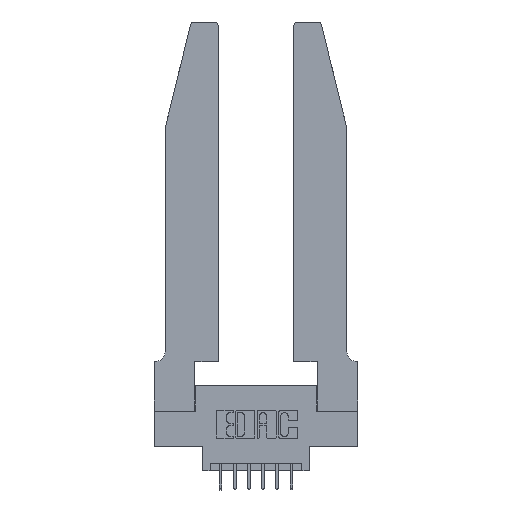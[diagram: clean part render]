
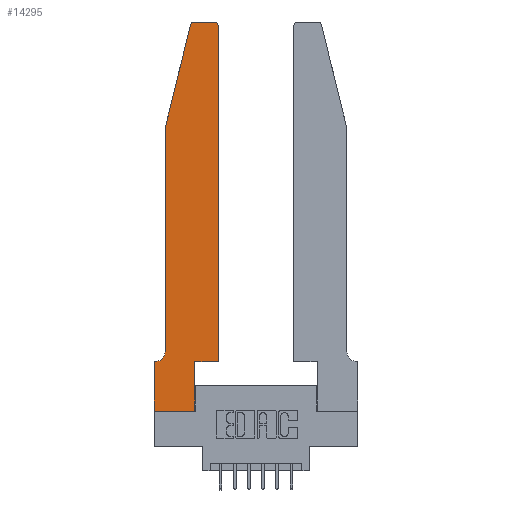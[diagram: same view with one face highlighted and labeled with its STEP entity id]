
A CAD part, top view. The second image highlights one B-rep face of the part: STEP entity #14295.
In plain terms, the highlighted planar face has unit normal (0, 0, 1).
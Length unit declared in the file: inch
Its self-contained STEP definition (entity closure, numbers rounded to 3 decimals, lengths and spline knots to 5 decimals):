
#160 = ORIENTED_EDGE ( 'NONE', *, *, #3106, .T. ) ;
#409 = DIRECTION ( 'NONE',  ( -0.239, -0.971, 0. ) ) ;
#514 = VECTOR ( 'NONE', #2154, 39.37008 ) ;
#602 = DIRECTION ( 'NONE',  ( 0., 1., 0. ) ) ;
#880 = ORIENTED_EDGE ( 'NONE', *, *, #13700, .T. ) ;
#899 = VERTEX_POINT ( 'NONE', #4386 ) ;
#953 = CARTESIAN_POINT ( 'NONE',  ( 0.284, 2.75, 0.37 ) ) ;
#1022 = CIRCLE ( 'NONE', #12072, 0.03 ) ;
#1061 = PLANE ( 'NONE',  #9447 ) ;
#1283 = CARTESIAN_POINT ( 'NONE',  ( 0.284, 2.72, 0.37 ) ) ;
#1317 = DIRECTION ( 'NONE',  ( -1., 0., 0. ) ) ;
#1615 = CARTESIAN_POINT ( 'NONE',  ( 0.4505, 0.35, 0.37 ) ) ;
#1701 = VECTOR ( 'NONE', #2782, 39.37008 ) ;
#1873 = CARTESIAN_POINT ( 'NONE',  ( 0., 0., 0.37 ) ) ;
#2086 = CARTESIAN_POINT ( 'NONE',  ( 0., 0., 0.37 ) ) ;
#2154 = DIRECTION ( 'NONE',  ( 1., 0., 0. ) ) ;
#2203 = VECTOR ( 'NONE', #602, 39.37008 ) ;
#2279 = EDGE_CURVE ( 'NONE', #8145, #3039, #4346, .T. ) ;
#2305 = DIRECTION ( 'NONE',  ( 1., 0., 0. ) ) ;
#2461 = EDGE_CURVE ( 'NONE', #12383, #4329, #1022, .T. ) ;
#2506 = EDGE_CURVE ( 'NONE', #5374, #6816, #7103, .T. ) ;
#2642 = CARTESIAN_POINT ( 'NONE',  ( 0.0055, 0.42, 0.37 ) ) ;
#2782 = DIRECTION ( 'NONE',  ( -1., 0., 0. ) ) ;
#2977 = FACE_OUTER_BOUND ( 'NONE', #5928, .T. ) ;
#3039 = VERTEX_POINT ( 'NONE', #12243 ) ;
#3106 = EDGE_CURVE ( 'NONE', #12029, #899, #9123, .T. ) ;
#3237 = CARTESIAN_POINT ( 'NONE',  ( 0.0755, 0.35, 0.37 ) ) ;
#3448 = LINE ( 'NONE', #10246, #10895 ) ;
#3486 = EDGE_CURVE ( 'NONE', #6816, #12383, #11695, .T. ) ;
#3777 = CARTESIAN_POINT ( 'NONE',  ( 0.2605, 2.75, 0.37 ) ) ;
#3789 = AXIS2_PLACEMENT_3D ( 'NONE', #4861, #4785, #3893 ) ;
#3816 = VECTOR ( 'NONE', #9118, 39.37008 ) ;
#3822 = EDGE_CURVE ( 'NONE', #3039, #11283, #4838, .T. ) ;
#3868 = EDGE_CURVE ( 'NONE', #13068, #8145, #11858, .T. ) ;
#3893 = DIRECTION ( 'NONE',  ( 1., 0., 0. ) ) ;
#4069 = EDGE_CURVE ( 'NONE', #9444, #5374, #13057, .T. ) ;
#4140 = ORIENTED_EDGE ( 'NONE', *, *, #10026, .T. ) ;
#4329 = VERTEX_POINT ( 'NONE', #7474 ) ;
#4346 = LINE ( 'NONE', #3237, #1701 ) ;
#4386 = CARTESIAN_POINT ( 'NONE',  ( 0.2865, 0.35, 0.37 ) ) ;
#4785 = DIRECTION ( 'NONE',  ( 0., 0., 1. ) ) ;
#4838 = LINE ( 'NONE', #5810, #3816 ) ;
#4861 = CARTESIAN_POINT ( 'NONE',  ( 0.4205, 2.72, 0.37 ) ) ;
#4987 = CARTESIAN_POINT ( 'NONE',  ( 0.0755, 0.42, 0.37 ) ) ;
#5374 = VERTEX_POINT ( 'NONE', #6524 ) ;
#5399 = DIRECTION ( 'NONE',  ( 0., -1., 0. ) ) ;
#5469 = LINE ( 'NONE', #5615, #11253 ) ;
#5542 = LINE ( 'NONE', #2086, #514 ) ;
#5615 = CARTESIAN_POINT ( 'NONE',  ( 0.0755, 2., 0.37 ) ) ;
#5734 = DIRECTION ( 'NONE',  ( -1., 0., 0. ) ) ;
#5810 = CARTESIAN_POINT ( 'NONE',  ( 0., 0., 0.37 ) ) ;
#5928 = EDGE_LOOP ( 'NONE', ( #12169, #10414, #14217, #4140, #8472, #12322, #7690, #880, #160, #14032, #9128, #6180 ) ) ;
#6035 = CARTESIAN_POINT ( 'NONE',  ( 0.2865, 0.35, 0.37 ) ) ;
#6099 = DIRECTION ( 'NONE',  ( 0., 1., 0. ) ) ;
#6180 = ORIENTED_EDGE ( 'NONE', *, *, #2506, .T. ) ;
#6508 = VECTOR ( 'NONE', #409, 39.37008 ) ;
#6524 = CARTESIAN_POINT ( 'NONE',  ( 0.4505, 2.72, 0.37 ) ) ;
#6668 = VECTOR ( 'NONE', #1317, 39.37008 ) ;
#6706 = CARTESIAN_POINT ( 'NONE',  ( 0.4505, 0.35, 0.37 ) ) ;
#6730 = DIRECTION ( 'NONE',  ( 1., 0., 0. ) ) ;
#6742 = CARTESIAN_POINT ( 'NONE',  ( 0.2865, 0., 0.37 ) ) ;
#6816 = VERTEX_POINT ( 'NONE', #10199 ) ;
#7103 = CIRCLE ( 'NONE', #3789, 0.03 ) ;
#7449 = DIRECTION ( 'NONE',  ( 1., 0., 0. ) ) ;
#7474 = CARTESIAN_POINT ( 'NONE',  ( 0.25487, 2.72718, 0.37 ) ) ;
#7690 = ORIENTED_EDGE ( 'NONE', *, *, #3822, .T. ) ;
#8145 = VERTEX_POINT ( 'NONE', #14541 ) ;
#8225 = DIRECTION ( 'NONE',  ( 0., 0., -1. ) ) ;
#8472 = ORIENTED_EDGE ( 'NONE', *, *, #3868, .T. ) ;
#8558 = DIRECTION ( 'NONE',  ( 0., 0., 1. ) ) ;
#8631 = CARTESIAN_POINT ( 'NONE',  ( 0., 0.35, 0.37 ) ) ;
#8655 = CARTESIAN_POINT ( 'NONE',  ( 0.0755, 2., 0.37 ) ) ;
#8752 = EDGE_CURVE ( 'NONE', #4329, #12496, #10400, .T. ) ;
#9118 = DIRECTION ( 'NONE',  ( 0., -1., 0. ) ) ;
#9123 = LINE ( 'NONE', #6035, #2203 ) ;
#9128 = ORIENTED_EDGE ( 'NONE', *, *, #4069, .T. ) ;
#9444 = VERTEX_POINT ( 'NONE', #6706 ) ;
#9447 = AXIS2_PLACEMENT_3D ( 'NONE', #8631, #8558, #7449 ) ;
#10026 = EDGE_CURVE ( 'NONE', #12496, #13068, #5469, .T. ) ;
#10199 = CARTESIAN_POINT ( 'NONE',  ( 0.4205, 2.75, 0.37 ) ) ;
#10246 = CARTESIAN_POINT ( 'NONE',  ( 0.4505, 0.35, 0.37 ) ) ;
#10400 = LINE ( 'NONE', #10475, #6508 ) ;
#10414 = ORIENTED_EDGE ( 'NONE', *, *, #2461, .T. ) ;
#10475 = CARTESIAN_POINT ( 'NONE',  ( 0.0755, 2., 0.37 ) ) ;
#10895 = VECTOR ( 'NONE', #2305, 39.37008 ) ;
#11253 = VECTOR ( 'NONE', #5399, 39.37008 ) ;
#11283 = VERTEX_POINT ( 'NONE', #1873 ) ;
#11386 = AXIS2_PLACEMENT_3D ( 'NONE', #2642, #8225, #5734 ) ;
#11695 = LINE ( 'NONE', #3777, #6668 ) ;
#11858 = CIRCLE ( 'NONE', #11386, 0.07 ) ;
#12029 = VERTEX_POINT ( 'NONE', #6742 ) ;
#12072 = AXIS2_PLACEMENT_3D ( 'NONE', #1283, #13729, #6730 ) ;
#12169 = ORIENTED_EDGE ( 'NONE', *, *, #3486, .T. ) ;
#12243 = CARTESIAN_POINT ( 'NONE',  ( 0., 0.35, 0.37 ) ) ;
#12322 = ORIENTED_EDGE ( 'NONE', *, *, #2279, .T. ) ;
#12383 = VERTEX_POINT ( 'NONE', #953 ) ;
#12496 = VERTEX_POINT ( 'NONE', #8655 ) ;
#13057 = LINE ( 'NONE', #1615, #13298 ) ;
#13068 = VERTEX_POINT ( 'NONE', #4987 ) ;
#13298 = VECTOR ( 'NONE', #6099, 39.37008 ) ;
#13700 = EDGE_CURVE ( 'NONE', #11283, #12029, #5542, .T. ) ;
#13729 = DIRECTION ( 'NONE',  ( 0., 0., 1. ) ) ;
#14032 = ORIENTED_EDGE ( 'NONE', *, *, #14475, .T. ) ;
#14217 = ORIENTED_EDGE ( 'NONE', *, *, #8752, .T. ) ;
#14295 = ADVANCED_FACE ( 'NONE', ( #2977 ), #1061, .T. ) ;
#14475 = EDGE_CURVE ( 'NONE', #899, #9444, #3448, .T. ) ;
#14541 = CARTESIAN_POINT ( 'NONE',  ( 0.0055, 0.35, 0.37 ) ) ;
